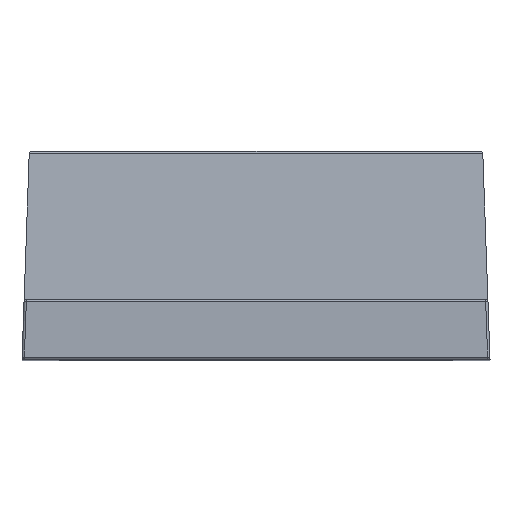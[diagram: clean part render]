
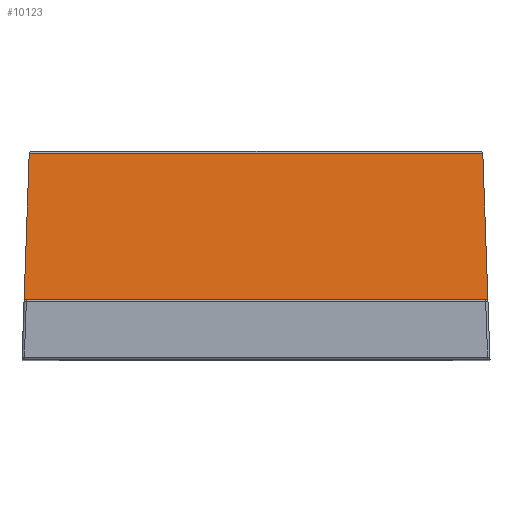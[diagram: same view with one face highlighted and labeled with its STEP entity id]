
A CAD part, top view. The second image highlights one B-rep face of the part: STEP entity #10123.
In plain terms, the highlighted planar face has unit normal (0, 0.087, 0.996).
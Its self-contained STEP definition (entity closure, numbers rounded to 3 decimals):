
#446 = EDGE_CURVE ( 'NONE', #9688, #7591, #9190, .T. ) ;
#528 = CARTESIAN_POINT ( 'NONE',  ( -5.05, -1.4, 11.586 ) ) ;
#637 = ORIENTED_EDGE ( 'NONE', *, *, #4569, .F. ) ;
#919 = LINE ( 'NONE', #9721, #2600 ) ;
#981 = VERTEX_POINT ( 'NONE', #8628 ) ;
#1019 = CARTESIAN_POINT ( 'NONE',  ( 5.006, -1.443, 11.59 ) ) ;
#1207 = CARTESIAN_POINT ( 'NONE',  ( -4.895, 1.752, 11.311 ) ) ;
#1429 = VECTOR ( 'NONE', #13937, 1000. ) ;
#1438 = VECTOR ( 'NONE', #11958, 1000. ) ;
#1659 = LINE ( 'NONE', #9513, #2017 ) ;
#1687 = LINE ( 'NONE', #528, #3404 ) ;
#1708 =( BOUNDED_CURVE ( )  B_SPLINE_CURVE ( 3, ( #8923, #6967, #11112, #2475 ),
 .UNSPECIFIED., .F., .T. ) 
 B_SPLINE_CURVE_WITH_KNOTS ( ( 4, 4 ),
 ( 1.606, 1.658 ),
 .UNSPECIFIED. ) 
 CURVE ( )  GEOMETRIC_REPRESENTATION_ITEM ( )  RATIONAL_B_SPLINE_CURVE ( ( 1., 1., 1., 1. ) ) 
 REPRESENTATION_ITEM ( '' )  );
#2017 = VECTOR ( 'NONE', #3720, 1000. ) ;
#2329 = CARTESIAN_POINT ( 'NONE',  ( -5.05, -1.443, 11.59 ) ) ;
#2475 = CARTESIAN_POINT ( 'NONE',  ( 4.894, 1.754, 11.31 ) ) ;
#2580 = CARTESIAN_POINT ( 'NONE',  ( 3.45, -2.7, 11.7 ) ) ;
#2600 = VECTOR ( 'NONE', #10588, 1000. ) ;
#2762 = CARTESIAN_POINT ( 'NONE',  ( 4.894, 1.754, 11.31 ) ) ;
#2770 = CARTESIAN_POINT ( 'NONE',  ( -3.45, -1.4, 11.586 ) ) ;
#3404 = VECTOR ( 'NONE', #9400, 1000. ) ;
#3489 = EDGE_CURVE ( 'NONE', #5204, #8388, #14013, .T. ) ;
#3532 = EDGE_CURVE ( 'NONE', #7615, #8745, #919, .T. ) ;
#3684 = FACE_OUTER_BOUND ( 'NONE', #13916, .T. ) ;
#3720 = DIRECTION ( 'NONE',  ( -1., 0., 0. ) ) ;
#4181 = VECTOR ( 'NONE', #13416, 1000. ) ;
#4385 = VERTEX_POINT ( 'NONE', #12573 ) ;
#4569 = EDGE_CURVE ( 'NONE', #7591, #4385, #4660, .T. ) ;
#4660 = LINE ( 'NONE', #2329, #10750 ) ;
#4778 = DIRECTION ( 'NONE',  ( 0., 0.087, 0.996 ) ) ;
#5204 = VERTEX_POINT ( 'NONE', #2762 ) ;
#5412 = ORIENTED_EDGE ( 'NONE', *, *, #3489, .T. ) ;
#5589 = CARTESIAN_POINT ( 'NONE',  ( -4.895, 1.753, 11.31 ) ) ;
#5722 = DIRECTION ( 'NONE',  ( 0., 0.996, -0.087 ) ) ;
#5865 = CARTESIAN_POINT ( 'NONE',  ( -5.05, -2.7, 11.7 ) ) ;
#6171 = LINE ( 'NONE', #13940, #1438 ) ;
#6258 = EDGE_CURVE ( 'NONE', #8388, #10726, #8585, .T. ) ;
#6601 = CARTESIAN_POINT ( 'NONE',  ( -4.894, 1.754, 11.31 ) ) ;
#6726 = EDGE_CURVE ( 'NONE', #9688, #7390, #1687, .T. ) ;
#6862 = ORIENTED_EDGE ( 'NONE', *, *, #12028, .T. ) ;
#6967 = CARTESIAN_POINT ( 'NONE',  ( 4.895, 1.753, 11.31 ) ) ;
#7036 = ORIENTED_EDGE ( 'NONE', *, *, #6726, .T. ) ;
#7307 = CARTESIAN_POINT ( 'NONE',  ( -4.893, 1.754, 11.31 ) ) ;
#7390 = VERTEX_POINT ( 'NONE', #9339 ) ;
#7591 = VERTEX_POINT ( 'NONE', #11917 ) ;
#7615 = VERTEX_POINT ( 'NONE', #1019 ) ;
#7790 = ORIENTED_EDGE ( 'NONE', *, *, #9685, .F. ) ;
#8096 = DIRECTION ( 'NONE',  ( 0., -0.996, 0.087 ) ) ;
#8158 = LINE ( 'NONE', #2580, #8907 ) ;
#8274 = ORIENTED_EDGE ( 'NONE', *, *, #14237, .F. ) ;
#8388 = VERTEX_POINT ( 'NONE', #10207 ) ;
#8585 =( BOUNDED_CURVE ( )  B_SPLINE_CURVE ( 3, ( #6601, #9948, #5589, #1207 ),
 .UNSPECIFIED., .F., .F. ) 
 B_SPLINE_CURVE_WITH_KNOTS ( ( 4, 4 ),
 ( 4.625, 4.677 ),
 .UNSPECIFIED. ) 
 CURVE ( )  GEOMETRIC_REPRESENTATION_ITEM ( )  RATIONAL_B_SPLINE_CURVE ( ( 1., 1., 1., 1. ) ) 
 REPRESENTATION_ITEM ( '' )  );
#8628 = CARTESIAN_POINT ( 'NONE',  ( 3.45, -1.443, 11.59 ) ) ;
#8745 = VERTEX_POINT ( 'NONE', #14324 ) ;
#8819 = ORIENTED_EDGE ( 'NONE', *, *, #10382, .T. ) ;
#8907 = VECTOR ( 'NONE', #5722, 1000. ) ;
#8923 = CARTESIAN_POINT ( 'NONE',  ( 4.895, 1.752, 11.311 ) ) ;
#9003 = DIRECTION ( 'NONE',  ( -1., 0., 0. ) ) ;
#9129 = PLANE ( 'NONE',  #10389 ) ;
#9190 = LINE ( 'NONE', #13635, #4181 ) ;
#9339 = CARTESIAN_POINT ( 'NONE',  ( 3.45, -1.4, 11.586 ) ) ;
#9400 = DIRECTION ( 'NONE',  ( 1., 0., 0. ) ) ;
#9513 = CARTESIAN_POINT ( 'NONE',  ( -5.05, -1.443, 11.59 ) ) ;
#9685 = EDGE_CURVE ( 'NONE', #7615, #981, #1659, .T. ) ;
#9688 = VERTEX_POINT ( 'NONE', #2770 ) ;
#9721 = CARTESIAN_POINT ( 'NONE',  ( 5.05, -2.7, 11.7 ) ) ;
#9948 = CARTESIAN_POINT ( 'NONE',  ( -4.894, 1.753, 11.31 ) ) ;
#10123 = ADVANCED_FACE ( 'NONE', ( #3684 ), #9129, .T. ) ;
#10207 = CARTESIAN_POINT ( 'NONE',  ( -4.894, 1.754, 11.31 ) ) ;
#10216 = CARTESIAN_POINT ( 'NONE',  ( -4.895, 1.752, 11.311 ) ) ;
#10382 = EDGE_CURVE ( 'NONE', #8745, #5204, #1708, .T. ) ;
#10389 = AXIS2_PLACEMENT_3D ( 'NONE', #5865, #4778, #8096 ) ;
#10588 = DIRECTION ( 'NONE',  ( -0.035, 0.996, -0.087 ) ) ;
#10726 = VERTEX_POINT ( 'NONE', #10216 ) ;
#10750 = VECTOR ( 'NONE', #9003, 1000. ) ;
#10786 = ORIENTED_EDGE ( 'NONE', *, *, #6258, .T. ) ;
#11112 = CARTESIAN_POINT ( 'NONE',  ( 4.894, 1.753, 11.31 ) ) ;
#11389 = ORIENTED_EDGE ( 'NONE', *, *, #446, .F. ) ;
#11917 = CARTESIAN_POINT ( 'NONE',  ( -3.45, -1.443, 11.59 ) ) ;
#11958 = DIRECTION ( 'NONE',  ( -0.035, -0.996, 0.087 ) ) ;
#12028 = EDGE_CURVE ( 'NONE', #10726, #4385, #6171, .T. ) ;
#12297 = ORIENTED_EDGE ( 'NONE', *, *, #3532, .T. ) ;
#12573 = CARTESIAN_POINT ( 'NONE',  ( -5.006, -1.443, 11.59 ) ) ;
#13416 = DIRECTION ( 'NONE',  ( 0., -0.996, 0.087 ) ) ;
#13635 = CARTESIAN_POINT ( 'NONE',  ( -3.45, -2.7, 11.7 ) ) ;
#13916 = EDGE_LOOP ( 'NONE', ( #5412, #10786, #6862, #637, #11389, #7036, #8274, #7790, #12297, #8819 ) ) ;
#13937 = DIRECTION ( 'NONE',  ( -1., 0., 0. ) ) ;
#13940 = CARTESIAN_POINT ( 'NONE',  ( -5.05, -2.7, 11.7 ) ) ;
#14013 = LINE ( 'NONE', #7307, #1429 ) ;
#14237 = EDGE_CURVE ( 'NONE', #981, #7390, #8158, .T. ) ;
#14324 = CARTESIAN_POINT ( 'NONE',  ( 4.895, 1.752, 11.311 ) ) ;
